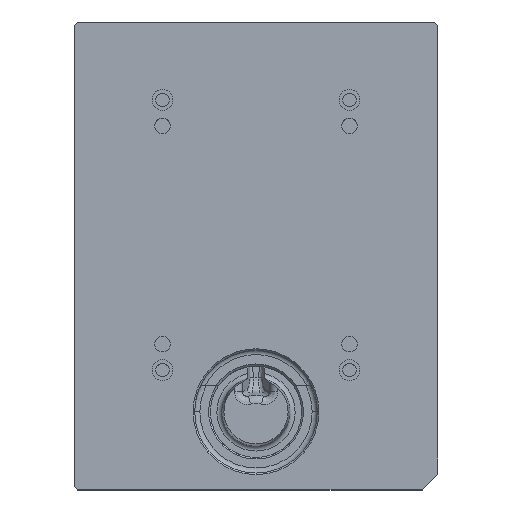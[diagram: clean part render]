
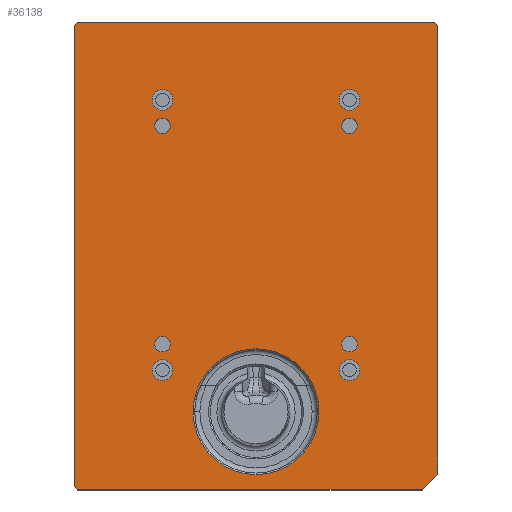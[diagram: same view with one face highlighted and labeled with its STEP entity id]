
A CAD part, top view. The second image highlights one B-rep face of the part: STEP entity #36138.
In plain terms, the highlighted planar face has unit normal (0, 0, 1).
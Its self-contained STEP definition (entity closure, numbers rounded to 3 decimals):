
#34802=DIRECTION('',(0.,1.,0.));
#34803=VECTOR('',#34802,432.);
#34804=CARTESIAN_POINT('',(175.,-230.,100.2));
#34805=LINE('',#34804,#34803);
#34840=DIRECTION('',(0.707,0.707,0.));
#34841=VECTOR('',#34840,21.213);
#34842=CARTESIAN_POINT('',(160.,-245.,100.2));
#34843=LINE('',#34842,#34841);
#34844=DIRECTION('',(-1.,0.,0.));
#34845=VECTOR('',#34844,332.);
#34846=CARTESIAN_POINT('',(160.,-245.,100.2));
#34847=LINE('',#34846,#34845);
#34848=DIRECTION('',(0.707,-0.707,0.));
#34849=VECTOR('',#34848,4.243);
#34850=CARTESIAN_POINT('',(-175.,-242.,100.2));
#34851=LINE('',#34850,#34849);
#34852=DIRECTION('',(0.,-1.,0.));
#34853=VECTOR('',#34852,444.);
#34854=CARTESIAN_POINT('',(-175.,202.,100.2));
#34855=LINE('',#34854,#34853);
#34856=DIRECTION('',(-0.707,-0.707,0.));
#34857=VECTOR('',#34856,4.243);
#34858=CARTESIAN_POINT('',(-172.,205.,100.2));
#34859=LINE('',#34858,#34857);
#34860=DIRECTION('',(-1.,0.,0.));
#34861=VECTOR('',#34860,344.);
#34862=CARTESIAN_POINT('',(172.,205.,100.2));
#34863=LINE('',#34862,#34861);
#34864=DIRECTION('',(-0.707,0.707,0.));
#34865=VECTOR('',#34864,4.243);
#34866=CARTESIAN_POINT('',(175.,202.,100.2));
#34867=LINE('',#34866,#34865);
#34868=CARTESIAN_POINT('',(0.,-170.,100.2));
#34869=DIRECTION('',(0.,0.,-1.));
#34870=DIRECTION('',(1.,0.,0.));
#34871=AXIS2_PLACEMENT_3D('',#34868,#34869,#34870);
#34873=CARTESIAN_POINT('',(0.,-170.,100.2));
#34874=DIRECTION('',(0.,0.,-1.));
#34875=DIRECTION('',(-1.,0.,0.));
#34876=AXIS2_PLACEMENT_3D('',#34873,#34874,#34875);
#34878=CARTESIAN_POINT('',(-90.,-105.,100.2));
#34879=DIRECTION('',(0.,0.,1.));
#34880=DIRECTION('',(1.,0.,0.));
#34881=AXIS2_PLACEMENT_3D('',#34878,#34879,#34880);
#34883=CARTESIAN_POINT('',(-90.,-105.,100.2));
#34884=DIRECTION('',(0.,0.,1.));
#34885=DIRECTION('',(-1.,0.,0.));
#34886=AXIS2_PLACEMENT_3D('',#34883,#34884,#34885);
#34888=CARTESIAN_POINT('',(90.,-105.,100.2));
#34889=DIRECTION('',(0.,0.,1.));
#34890=DIRECTION('',(1.,0.,0.));
#34891=AXIS2_PLACEMENT_3D('',#34888,#34889,#34890);
#34893=CARTESIAN_POINT('',(90.,-105.,100.2));
#34894=DIRECTION('',(0.,0.,1.));
#34895=DIRECTION('',(-1.,0.,0.));
#34896=AXIS2_PLACEMENT_3D('',#34893,#34894,#34895);
#34898=CARTESIAN_POINT('',(90.,105.,100.2));
#34899=DIRECTION('',(0.,0.,1.));
#34900=DIRECTION('',(1.,0.,0.));
#34901=AXIS2_PLACEMENT_3D('',#34898,#34899,#34900);
#34903=CARTESIAN_POINT('',(90.,105.,100.2));
#34904=DIRECTION('',(0.,0.,1.));
#34905=DIRECTION('',(-1.,0.,0.));
#34906=AXIS2_PLACEMENT_3D('',#34903,#34904,#34905);
#34908=CARTESIAN_POINT('',(-90.,105.,100.2));
#34909=DIRECTION('',(0.,0.,1.));
#34910=DIRECTION('',(1.,0.,0.));
#34911=AXIS2_PLACEMENT_3D('',#34908,#34909,#34910);
#34913=CARTESIAN_POINT('',(-90.,105.,100.2));
#34914=DIRECTION('',(0.,0.,1.));
#34915=DIRECTION('',(-1.,0.,0.));
#34916=AXIS2_PLACEMENT_3D('',#34913,#34914,#34915);
#34918=CARTESIAN_POINT('',(-90.,130.,100.2));
#34919=DIRECTION('',(0.,0.,1.));
#34920=DIRECTION('',(1.,0.,0.));
#34921=AXIS2_PLACEMENT_3D('',#34918,#34919,#34920);
#34923=CARTESIAN_POINT('',(-90.,130.,100.2));
#34924=DIRECTION('',(0.,0.,1.));
#34925=DIRECTION('',(-1.,0.,0.));
#34926=AXIS2_PLACEMENT_3D('',#34923,#34924,#34925);
#34928=CARTESIAN_POINT('',(90.,130.,100.2));
#34929=DIRECTION('',(0.,0.,1.));
#34930=DIRECTION('',(1.,0.,0.));
#34931=AXIS2_PLACEMENT_3D('',#34928,#34929,#34930);
#34933=CARTESIAN_POINT('',(90.,130.,100.2));
#34934=DIRECTION('',(0.,0.,1.));
#34935=DIRECTION('',(-1.,0.,0.));
#34936=AXIS2_PLACEMENT_3D('',#34933,#34934,#34935);
#34938=CARTESIAN_POINT('',(90.,-130.,100.2));
#34939=DIRECTION('',(0.,0.,1.));
#34940=DIRECTION('',(1.,0.,0.));
#34941=AXIS2_PLACEMENT_3D('',#34938,#34939,#34940);
#34943=CARTESIAN_POINT('',(90.,-130.,100.2));
#34944=DIRECTION('',(0.,0.,1.));
#34945=DIRECTION('',(-1.,0.,0.));
#34946=AXIS2_PLACEMENT_3D('',#34943,#34944,#34945);
#34948=CARTESIAN_POINT('',(-90.,-130.,100.2));
#34949=DIRECTION('',(0.,0.,1.));
#34950=DIRECTION('',(1.,0.,0.));
#34951=AXIS2_PLACEMENT_3D('',#34948,#34949,#34950);
#34953=CARTESIAN_POINT('',(-90.,-130.,100.2));
#34954=DIRECTION('',(0.,0.,1.));
#34955=DIRECTION('',(-1.,0.,0.));
#34956=AXIS2_PLACEMENT_3D('',#34953,#34954,#34955);
#35609=CARTESIAN_POINT('',(-172.,205.,100.2));
#35610=CARTESIAN_POINT('',(-175.,202.,100.2));
#35611=VERTEX_POINT('',#35609);
#35612=VERTEX_POINT('',#35610);
#35613=CARTESIAN_POINT('',(-175.,-242.,100.2));
#35614=VERTEX_POINT('',#35613);
#35615=CARTESIAN_POINT('',(-172.,-245.,100.2));
#35616=VERTEX_POINT('',#35615);
#35617=CARTESIAN_POINT('',(175.,202.,100.2));
#35618=CARTESIAN_POINT('',(172.,205.,100.2));
#35619=VERTEX_POINT('',#35617);
#35620=VERTEX_POINT('',#35618);
#35637=CARTESIAN_POINT('',(160.,-245.,100.2));
#35638=VERTEX_POINT('',#35637);
#35639=CARTESIAN_POINT('',(175.,-230.,100.2));
#35640=VERTEX_POINT('',#35639);
#35641=CARTESIAN_POINT('',(60.55,-170.,100.2));
#35642=CARTESIAN_POINT('',(-60.55,-170.,100.2));
#35643=VERTEX_POINT('',#35641);
#35644=VERTEX_POINT('',#35642);
#35767=CARTESIAN_POINT('',(-82.5,-105.,100.2));
#35768=CARTESIAN_POINT('',(-97.5,-105.,100.2));
#35769=VERTEX_POINT('',#35767);
#35770=VERTEX_POINT('',#35768);
#35771=CARTESIAN_POINT('',(97.5,-105.,100.2));
#35772=CARTESIAN_POINT('',(82.5,-105.,100.2));
#35773=VERTEX_POINT('',#35771);
#35774=VERTEX_POINT('',#35772);
#35775=CARTESIAN_POINT('',(97.5,105.,100.2));
#35776=CARTESIAN_POINT('',(82.5,105.,100.2));
#35777=VERTEX_POINT('',#35775);
#35778=VERTEX_POINT('',#35776);
#35779=CARTESIAN_POINT('',(-82.5,105.,100.2));
#35780=CARTESIAN_POINT('',(-97.5,105.,100.2));
#35781=VERTEX_POINT('',#35779);
#35782=VERTEX_POINT('',#35780);
#35831=CARTESIAN_POINT('',(-80.,130.,100.2));
#35832=CARTESIAN_POINT('',(-100.,130.,100.2));
#35833=VERTEX_POINT('',#35831);
#35834=VERTEX_POINT('',#35832);
#35835=CARTESIAN_POINT('',(100.,130.,100.2));
#35836=CARTESIAN_POINT('',(80.,130.,100.2));
#35837=VERTEX_POINT('',#35835);
#35838=VERTEX_POINT('',#35836);
#35839=CARTESIAN_POINT('',(100.,-130.,100.2));
#35840=CARTESIAN_POINT('',(80.,-130.,100.2));
#35841=VERTEX_POINT('',#35839);
#35842=VERTEX_POINT('',#35840);
#35843=CARTESIAN_POINT('',(-80.,-130.,100.2));
#35844=CARTESIAN_POINT('',(-100.,-130.,100.2));
#35845=VERTEX_POINT('',#35843);
#35846=VERTEX_POINT('',#35844);
#36069=CARTESIAN_POINT('',(0.,0.,100.2));
#36070=DIRECTION('',(0.,0.,1.));
#36071=DIRECTION('',(1.,0.,0.));
#36072=AXIS2_PLACEMENT_3D('',#36069,#36070,#36071);
#36073=PLANE('',#36072);
#36074=ORIENTED_EDGE('',*,*,#35917,.F.);
#36075=ORIENTED_EDGE('',*,*,#35933,.T.);
#36076=ORIENTED_EDGE('',*,*,#35958,.F.);
#36077=ORIENTED_EDGE('',*,*,#35972,.F.);
#36078=ORIENTED_EDGE('',*,*,#36004,.F.);
#36079=ORIENTED_EDGE('',*,*,#36018,.F.);
#36080=ORIENTED_EDGE('',*,*,#36032,.F.);
#36081=ORIENTED_EDGE('',*,*,#36044,.F.);
#36082=EDGE_LOOP('',(#36074,#36075,#36076,#36077,#36078,#36079,#36080,#36081));
#36083=FACE_OUTER_BOUND('',#36082,.F.);
#36085=ORIENTED_EDGE('',*,*,#36084,.F.);
#36087=ORIENTED_EDGE('',*,*,#36086,.F.);
#36088=EDGE_LOOP('',(#36085,#36087));
#36089=FACE_BOUND('',#36088,.F.);
#36091=ORIENTED_EDGE('',*,*,#36090,.T.);
#36093=ORIENTED_EDGE('',*,*,#36092,.T.);
#36094=EDGE_LOOP('',(#36091,#36093));
#36095=FACE_BOUND('',#36094,.F.);
#36097=ORIENTED_EDGE('',*,*,#36096,.T.);
#36099=ORIENTED_EDGE('',*,*,#36098,.T.);
#36100=EDGE_LOOP('',(#36097,#36099));
#36101=FACE_BOUND('',#36100,.F.);
#36103=ORIENTED_EDGE('',*,*,#36102,.T.);
#36105=ORIENTED_EDGE('',*,*,#36104,.T.);
#36106=EDGE_LOOP('',(#36103,#36105));
#36107=FACE_BOUND('',#36106,.F.);
#36109=ORIENTED_EDGE('',*,*,#36108,.T.);
#36111=ORIENTED_EDGE('',*,*,#36110,.T.);
#36112=EDGE_LOOP('',(#36109,#36111));
#36113=FACE_BOUND('',#36112,.F.);
#36115=ORIENTED_EDGE('',*,*,#36114,.T.);
#36117=ORIENTED_EDGE('',*,*,#36116,.T.);
#36118=EDGE_LOOP('',(#36115,#36117));
#36119=FACE_BOUND('',#36118,.F.);
#36121=ORIENTED_EDGE('',*,*,#36120,.T.);
#36123=ORIENTED_EDGE('',*,*,#36122,.T.);
#36124=EDGE_LOOP('',(#36121,#36123));
#36125=FACE_BOUND('',#36124,.F.);
#36127=ORIENTED_EDGE('',*,*,#36126,.T.);
#36129=ORIENTED_EDGE('',*,*,#36128,.T.);
#36130=EDGE_LOOP('',(#36127,#36129));
#36131=FACE_BOUND('',#36130,.F.);
#36133=ORIENTED_EDGE('',*,*,#36132,.T.);
#36135=ORIENTED_EDGE('',*,*,#36134,.T.);
#36136=EDGE_LOOP('',(#36133,#36135));
#36137=FACE_BOUND('',#36136,.F.);
#36138=ADVANCED_FACE('',(#36083,#36089,#36095,#36101,#36107,#36113,#36119,
#36125,#36131,#36137),#36073,.T.);
#34872=CIRCLE('',#34871,60.55);
#34877=CIRCLE('',#34876,60.55);
#34882=CIRCLE('',#34881,7.5);
#34887=CIRCLE('',#34886,7.5);
#34892=CIRCLE('',#34891,7.5);
#34897=CIRCLE('',#34896,7.5);
#34902=CIRCLE('',#34901,7.5);
#34907=CIRCLE('',#34906,7.5);
#34912=CIRCLE('',#34911,7.5);
#34917=CIRCLE('',#34916,7.5);
#34922=CIRCLE('',#34921,10.);
#34927=CIRCLE('',#34926,10.);
#34932=CIRCLE('',#34931,10.);
#34937=CIRCLE('',#34936,10.);
#34942=CIRCLE('',#34941,10.);
#34947=CIRCLE('',#34946,10.);
#34952=CIRCLE('',#34951,10.);
#34957=CIRCLE('',#34956,10.);
#35917=EDGE_CURVE('',#35638,#35640,#34843,.T.);
#35933=EDGE_CURVE('',#35638,#35616,#34847,.T.);
#35958=EDGE_CURVE('',#35614,#35616,#34851,.T.);
#35972=EDGE_CURVE('',#35612,#35614,#34855,.T.);
#36004=EDGE_CURVE('',#35611,#35612,#34859,.T.);
#36018=EDGE_CURVE('',#35620,#35611,#34863,.T.);
#36032=EDGE_CURVE('',#35619,#35620,#34867,.T.);
#36044=EDGE_CURVE('',#35640,#35619,#34805,.T.);
#36084=EDGE_CURVE('',#35643,#35644,#34872,.T.);
#36086=EDGE_CURVE('',#35644,#35643,#34877,.T.);
#36090=EDGE_CURVE('',#35769,#35770,#34882,.T.);
#36092=EDGE_CURVE('',#35770,#35769,#34887,.T.);
#36096=EDGE_CURVE('',#35773,#35774,#34892,.T.);
#36098=EDGE_CURVE('',#35774,#35773,#34897,.T.);
#36102=EDGE_CURVE('',#35777,#35778,#34902,.T.);
#36104=EDGE_CURVE('',#35778,#35777,#34907,.T.);
#36108=EDGE_CURVE('',#35781,#35782,#34912,.T.);
#36110=EDGE_CURVE('',#35782,#35781,#34917,.T.);
#36114=EDGE_CURVE('',#35833,#35834,#34922,.T.);
#36116=EDGE_CURVE('',#35834,#35833,#34927,.T.);
#36120=EDGE_CURVE('',#35837,#35838,#34932,.T.);
#36122=EDGE_CURVE('',#35838,#35837,#34937,.T.);
#36126=EDGE_CURVE('',#35841,#35842,#34942,.T.);
#36128=EDGE_CURVE('',#35842,#35841,#34947,.T.);
#36132=EDGE_CURVE('',#35845,#35846,#34952,.T.);
#36134=EDGE_CURVE('',#35846,#35845,#34957,.T.);
